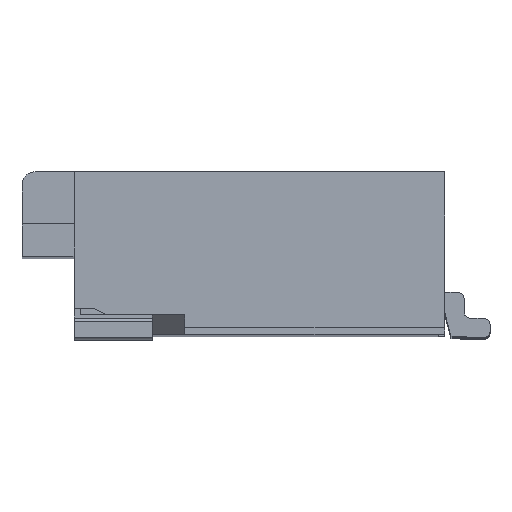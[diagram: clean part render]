
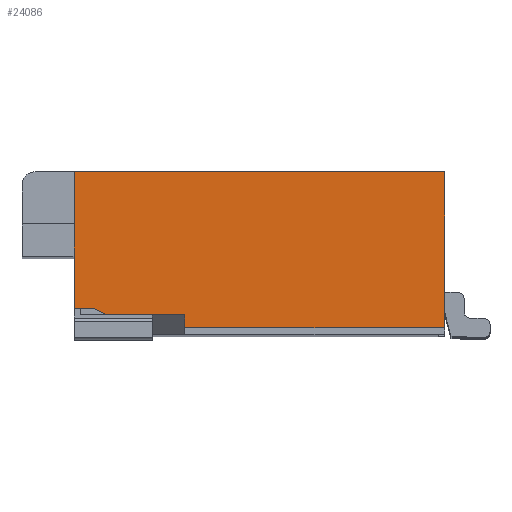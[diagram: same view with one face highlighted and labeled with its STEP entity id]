
A CAD part, top view. The second image highlights one B-rep face of the part: STEP entity #24086.
In plain terms, the highlighted planar face has unit normal (0, 0, 1).
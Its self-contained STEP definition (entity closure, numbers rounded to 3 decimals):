
#3=DIRECTION('',(-1.,0.,0.));
#7=VECTOR('',#3,1.);
#31=DIRECTION('',(0.,0.,1.));
#32=DIRECTION('',(0.,1.,0.));
#44=DIRECTION('',(0.,-1.,0.));
#45=VECTOR('',#44,1.);
#59=DIRECTION('',(1.,0.,0.));
#60=VECTOR('',#59,1.);
#198=VECTOR('',#32,1.);
#2091=DIRECTION('',(0.894,-0.447,0.));
#2103=VECTOR('',#2091,1.);
#24035=CARTESIAN_POINT('',(2.916,1.69,4.845));
#24036=AXIS2_PLACEMENT_3D('',#24035,#31,#59);
#24037=PLANE('',#24036);
#24038=CARTESIAN_POINT('',(0.,0.1,4.845));
#24039=LINE('',#24038,#60);
#24040=CARTESIAN_POINT('',(1.7,0.1,4.845));
#24041=VERTEX_POINT('',#24040);
#24042=CARTESIAN_POINT('',(5.7,0.1,4.845));
#24043=VERTEX_POINT('',#24042);
#24044=EDGE_CURVE('',#24041,#24043,#24039,.T.);
#24045=ORIENTED_EDGE('',*,*,#24044,.T.);
#24046=CARTESIAN_POINT('',(1.7,0.,4.845));
#24047=LINE('',#24046,#45);
#24048=CARTESIAN_POINT('',(1.7,0.3,4.845));
#24049=VERTEX_POINT('',#24048);
#24050=EDGE_CURVE('',#24049,#24041,#24047,.T.);
#24051=ORIENTED_EDGE('',*,*,#24050,.T.);
#24052=CARTESIAN_POINT('',(0.,0.3,4.845));
#24053=LINE('',#24052,#7);
#24054=CARTESIAN_POINT('',(0.5,0.3,4.845));
#24055=VERTEX_POINT('',#24054);
#24056=EDGE_CURVE('',#24049,#24055,#24053,.T.);
#24057=ORIENTED_EDGE('',*,*,#24056,.F.);
#24058=CARTESIAN_POINT('',(0.,0.55,4.845));
#24059=LINE('',#24058,#2103);
#24060=CARTESIAN_POINT('',(0.3,0.4,4.845));
#24061=VERTEX_POINT('',#24060);
#24062=EDGE_CURVE('',#24061,#24055,#24059,.T.);
#24063=ORIENTED_EDGE('',*,*,#24062,.T.);
#24064=CARTESIAN_POINT('',(0.,0.4,4.845));
#24065=LINE('',#24064,#7);
#24066=VERTEX_POINT('',#24064);
#24067=EDGE_CURVE('',#24061,#24066,#24065,.T.);
#24068=ORIENTED_EDGE('',*,*,#24067,.F.);
#24069=CARTESIAN_POINT('',(0.,0.,4.845));
#24070=LINE('',#24069,#198);
#24071=CARTESIAN_POINT('',(0.,2.5,4.845));
#24072=VERTEX_POINT('',#24071);
#24073=EDGE_CURVE('',#24066,#24072,#24070,.T.);
#24074=ORIENTED_EDGE('',*,*,#24073,.F.);
#24075=LINE('',#24071,#7);
#24076=CARTESIAN_POINT('',(5.7,2.5,4.845));
#24077=VERTEX_POINT('',#24076);
#24078=EDGE_CURVE('',#24077,#24072,#24075,.T.);
#24079=ORIENTED_EDGE('',*,*,#24078,.T.);
#24080=CARTESIAN_POINT('',(5.7,0.,4.845));
#24081=LINE('',#24080,#45);
#24082=EDGE_CURVE('',#24077,#24043,#24081,.T.);
#24083=ORIENTED_EDGE('',*,*,#24082,.F.);
#24084=EDGE_LOOP('',(#24083,#24079,#24074,#24068,#24063,#24057,#24051,#24045));
#24085=FACE_OUTER_BOUND('',#24084,.T.);
#24086=ADVANCED_FACE('',(#24085),#24037,.T.);
